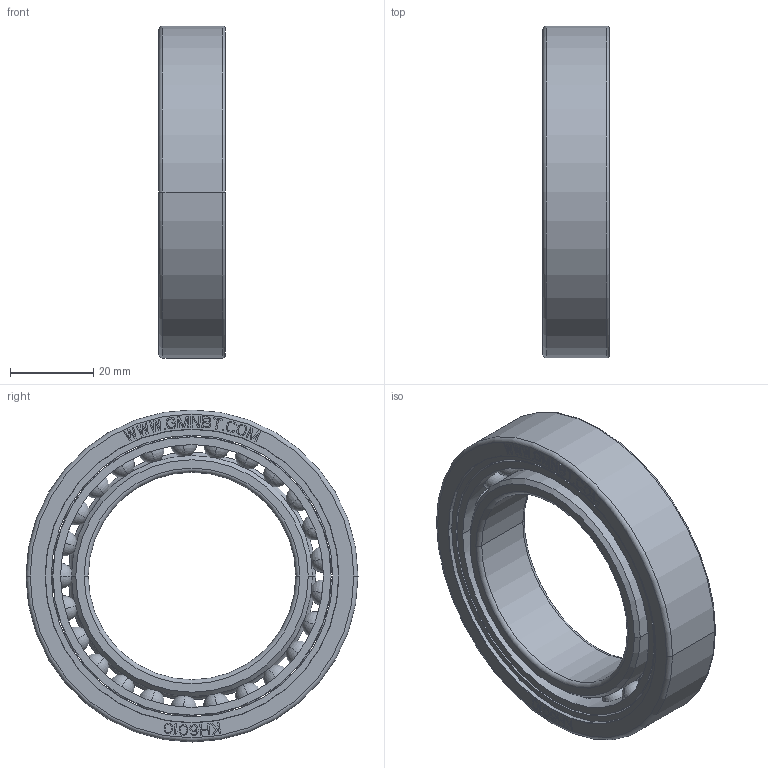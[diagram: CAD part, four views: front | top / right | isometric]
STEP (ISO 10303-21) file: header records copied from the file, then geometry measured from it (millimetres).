
FILE_DESCRIPTION((''),'2;1');
FILE_NAME('KH6010_PRT','2014-11-17T',('sales 4'),(''),'PRO/ENGINEER BY PARAMETRIC TECHNOLOGY CORPORATION, 2013150','PRO/ENGINEER BY PARAMETRIC TECHNOLOGY CORPORATION, 2013150','');
FILE_SCHEMA(('AUTOMOTIVE_DESIGN { 1 0 10303 214 1 1 1 1 }'));
Length unit declared in the file: millimetre
Products named in the file (1): KH6010_PRT
Bounding box: 16.01 x 80 x 80 mm (x, y, z)
Volume: 37762.6 mm3; surface area: 25412.2 mm2
Topology: 28 solids, 28 shells, 610 faces, 1709 edges, 1080 vertices
Faces by surface type: plane 470, cylinder 68, sphere 50, torus 12, cone 10
Entity records: 30540 total; most frequent: CARTESIAN_POINT 10031, ORIENTED_EDGE 3218, DIRECTION 2847, PRESENTATION_STYLE_ASSIGNMENT 1662, STYLED_ITEM 1637, CURVE_STYLE 1609, EDGE_CURVE 1609, VECTOR 1391
